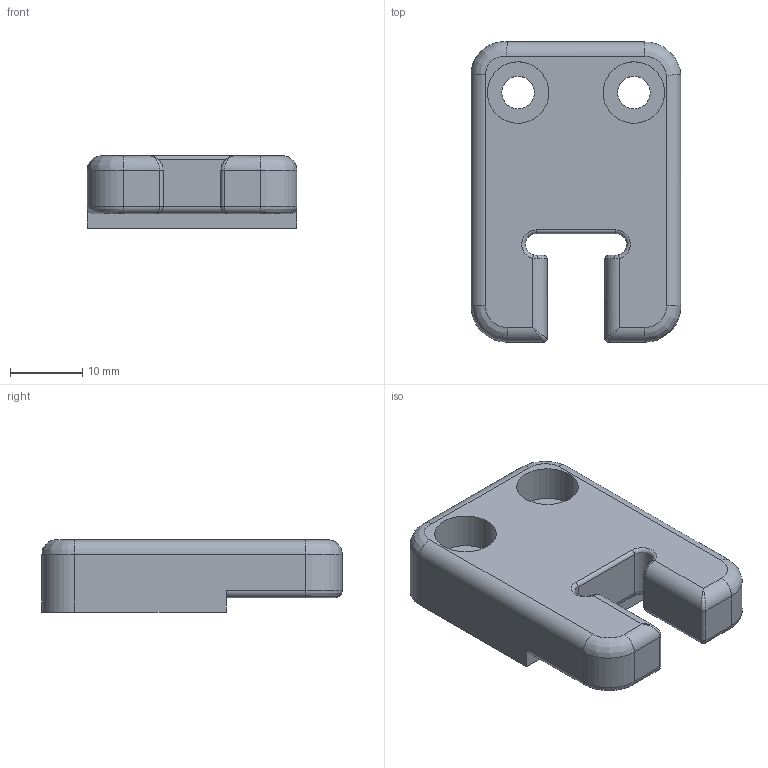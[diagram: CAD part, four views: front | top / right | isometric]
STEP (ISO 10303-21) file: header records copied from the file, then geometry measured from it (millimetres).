
FILE_DESCRIPTION(('STEP AP203'),'2;1');
FILE_NAME('XF41001G.stp','2011-02-02T14:46:19',(''),(''),'2009.3.110','THINKDESIGN','');
FILE_SCHEMA(('CONFIG_CONTROL_DESIGN'));
Length unit declared in the file: millimetre
Bounding box: 29 x 41.52 x 10 mm (x, y, z)
Volume: 8963.4 mm3; surface area: 3841.1 mm2
Topology: 1 solids, 1 shells, 67 faces, 161 edges, 92 vertices
Faces by surface type: cylinder 31, bspline 20, plane 16
Full cylindrical faces by diameter (mm): 4.5 x2, 8.5 x2
Entity records: 3382 total; most frequent: CARTESIAN_POINT 1802, ORIENTED_EDGE 310, DIRECTION 303, EDGE_CURVE 155, AXIS2_PLACEMENT_3D 119, VERTEX_POINT 92, EDGE_LOOP 73, CIRCLE 72
